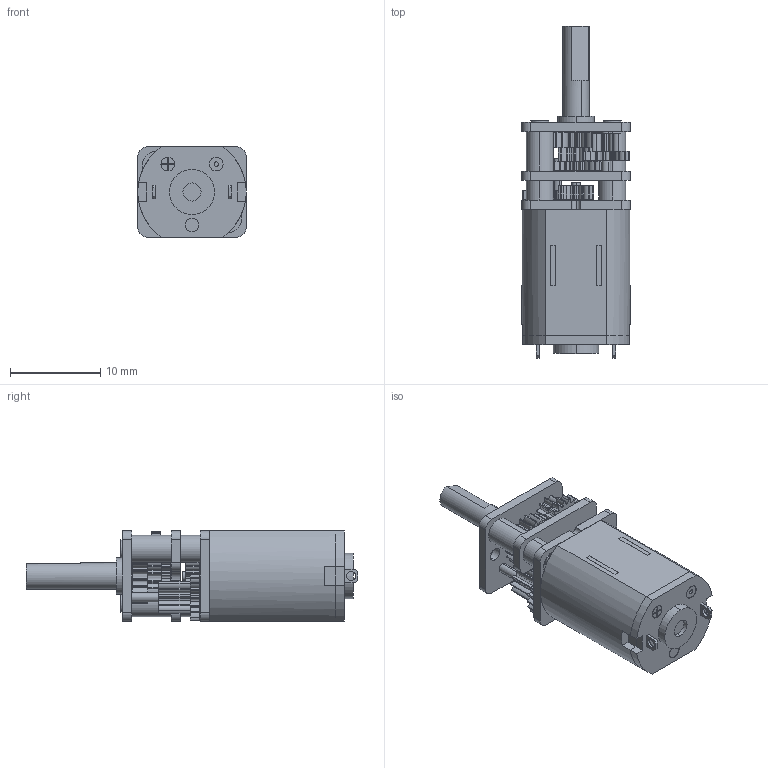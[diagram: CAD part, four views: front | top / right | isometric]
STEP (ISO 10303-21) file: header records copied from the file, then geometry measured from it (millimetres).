
FILE_DESCRIPTION (( 'STEP AP203' ), '1' );
FILE_NAME ('EnsamblajeMicroMotorN20.STEP', '2025-07-31T13:51:02', ( '' ), ( '' ), 'SwSTEP 2.0', 'SolidWorks 2025', '' );
FILE_SCHEMA (( 'CONFIG_CONTROL_DESIGN' ));
Length unit declared in the file: millimetre
Products named in the file (15): EnsamblajeMicroMotorN20; spur gear_iso_ISO - Spur gear 0.25M 22T 20PA 1.7FW ---S22A75H50L1.0N; spur gear_iso_ISO - Spur gear 0.25M 22T 20PA 1FW ---S22A75H50L1.0N; spur gear_iso_ISO - Spur gear 0.25M 14T 20PA 1.5FW ---S14A75H50L1.0N; MicroMotorN20Suj2_Predeterminado; spur gear_iso_ISO - Spur gear 0.25M 11T 20PA 2FW ---S11A75H50L1.0N; MicroMotorN20Pieza4_Predeterminado; MicroMotorN20Pieza1_Predeterminado; MicroMotorN20Pieza3_Predeterminado; MicroMotorN20Suj1_Predeterminado; MicroMotorN20Pieza2_Predeterminado; spur gear_iso_ISO - Spur gear 0.25M 12T 20PA 3.5FW ---S12A75H50L1.0N; MicroMotorN20_Predeterminado; spur gear_iso_ISO - Spur gear 0.25M 19T 20PA 1FW ---S19A75H50L1.0N; MicroMotorN20Tornillo_Predeterminado
Assembly tree (17 placements, depth 2):
  EnsamblajeMicroMotorN20
    MicroMotorN20_Predeterminado
    MicroMotorN20Pieza1_Predeterminado
    spur gear_iso_ISO - Spur gear 0.25M 14T 20PA 1.5FW ---S14A75H50L1.0N  x2
    MicroMotorN20Pieza2_Predeterminado
    MicroMotorN20Pieza3_Predeterminado
    spur gear_iso_ISO - Spur gear 0.25M 19T 20PA 1FW ---S19A75H50L1.0N  x2
    spur gear_iso_ISO - Spur gear 0.25M 12T 20PA 3.5FW ---S12A75H50L1.0N
    spur gear_iso_ISO - Spur gear 0.25M 22T 20PA 1FW ---S22A75H50L1.0N
    spur gear_iso_ISO - Spur gear 0.25M 22T 20PA 1.7FW ---S22A75H50L1.0N
    spur gear_iso_ISO - Spur gear 0.25M 11T 20PA 2FW ---S11A75H50L1.0N
    MicroMotorN20Suj1_Predeterminado
    MicroMotorN20Suj2_Predeterminado
    MicroMotorN20Pieza4_Predeterminado
    MicroMotorN20Tornillo_Predeterminado  x2
Bounding box: 12 x 36.8 x 10 mm (x, y, z)
Volume: 2195.6 mm3; surface area: 3025.5 mm2
Topology: 24 solids, 24 shells, 966 faces, 2673 edges, 1780 vertices
Faces by surface type: cylinder 798, plane 164, bspline 4
Entity records: 30177 total; most frequent: CARTESIAN_POINT 8329, DIRECTION 4666, ORIENTED_EDGE 4128, EDGE_CURVE 2064, AXIS2_PLACEMENT_3D 1913, VERTEX_POINT 1375, CIRCLE 1141, LINE 840
